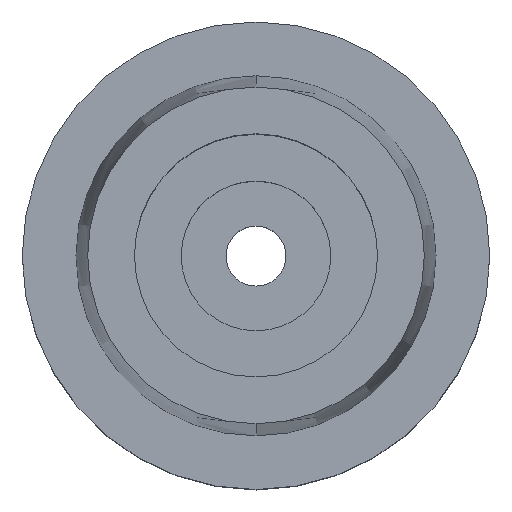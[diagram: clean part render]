
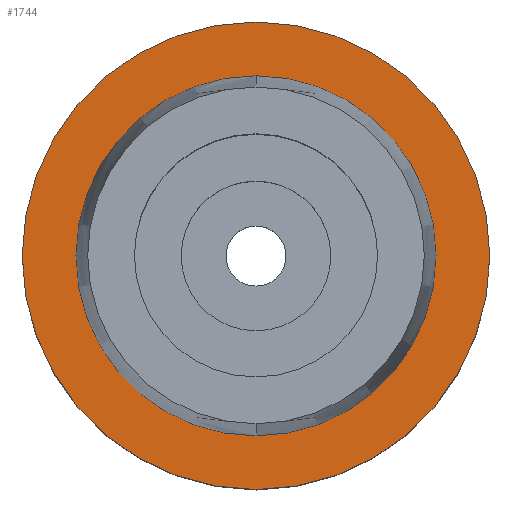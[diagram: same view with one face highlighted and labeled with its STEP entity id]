
A CAD part, top view. The second image highlights one B-rep face of the part: STEP entity #1744.
In plain terms, the highlighted planar face has unit normal (0, 0, 1).
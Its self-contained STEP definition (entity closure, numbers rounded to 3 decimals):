
#821=CARTESIAN_POINT('',(0.,0.,0.));
#822=DIRECTION('',(0.,0.,-1.));
#823=DIRECTION('',(0.,-1.,0.));
#824=AXIS2_PLACEMENT_3D('',#821,#822,#823);
#829=CARTESIAN_POINT('',(0.,0.,0.));
#830=DIRECTION('',(0.,0.,-1.));
#831=DIRECTION('',(0.,1.,0.));
#832=AXIS2_PLACEMENT_3D('',#829,#830,#831);
#837=CARTESIAN_POINT('',(0.,0.,0.));
#838=DIRECTION('',(0.,0.,1.));
#839=DIRECTION('',(0.,-1.,0.));
#840=AXIS2_PLACEMENT_3D('',#837,#838,#839);
#845=CARTESIAN_POINT('',(0.,0.,0.));
#846=DIRECTION('',(0.,0.,1.));
#847=DIRECTION('',(0.,1.,0.));
#848=AXIS2_PLACEMENT_3D('',#845,#846,#847);
#854=CARTESIAN_POINT('',(0.,19.25,0.));
#856=VERTEX_POINT('',#854);
#857=CARTESIAN_POINT('',(0.,-19.25,0.));
#858=VERTEX_POINT('',#857);
#977=CARTESIAN_POINT('',(0.,25.,0.));
#978=VERTEX_POINT('',#977);
#979=CARTESIAN_POINT('',(0.,-25.,0.));
#980=VERTEX_POINT('',#979);
#1731=CARTESIAN_POINT('',(0.,0.,0.));
#1732=DIRECTION('',(0.,0.,-1.));
#1733=DIRECTION('',(0.,-1.,0.));
#1734=AXIS2_PLACEMENT_3D('',#1731,#1732,#1733);
#1735=PLANE('',#1734);
#1736=ORIENTED_EDGE('',*,*,#1710,.T.);
#1737=ORIENTED_EDGE('',*,*,#1726,.T.);
#1738=EDGE_LOOP('',(#1736,#1737));
#1739=FACE_OUTER_BOUND('',#1738,.F.);
#1740=ORIENTED_EDGE('',*,*,#988,.T.);
#1741=ORIENTED_EDGE('',*,*,#1006,.T.);
#1742=EDGE_LOOP('',(#1740,#1741));
#1743=FACE_BOUND('',#1742,.F.);
#825=CIRCLE('',#824,25.);
#833=CIRCLE('',#832,25.);
#841=CIRCLE('',#840,19.25);
#849=CIRCLE('',#848,19.25);
#988=EDGE_CURVE('',#858,#856,#841,.T.);
#1006=EDGE_CURVE('',#856,#858,#849,.T.);
#1710=EDGE_CURVE('',#980,#978,#825,.T.);
#1726=EDGE_CURVE('',#978,#980,#833,.T.);
#1744=ADVANCED_FACE('',(#1739,#1743),#1735,.F.);
